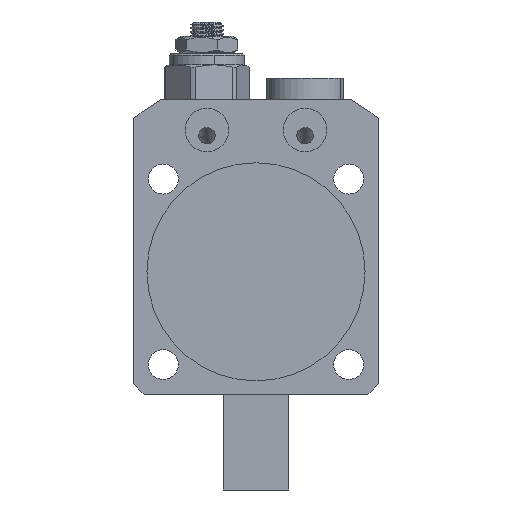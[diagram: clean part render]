
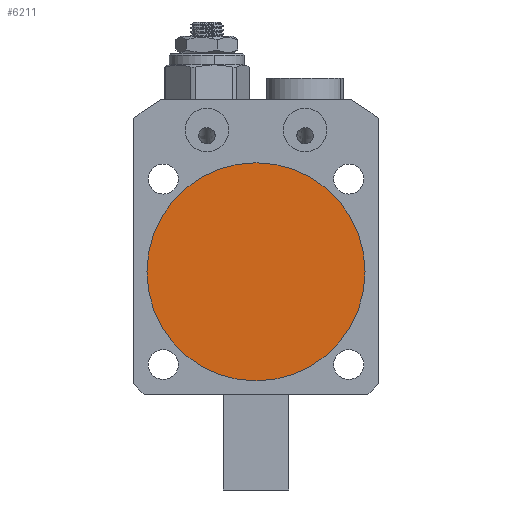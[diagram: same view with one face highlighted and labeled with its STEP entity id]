
A CAD part, front view. The second image highlights one B-rep face of the part: STEP entity #6211.
In plain terms, the highlighted planar face has unit normal (0, -1, 0).
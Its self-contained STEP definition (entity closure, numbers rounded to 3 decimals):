
#1551 = DIRECTION ( 'NONE',  ( 0., 0., -1. ) ) ;
#2188 = CIRCLE ( 'NONE', #7268, 20. ) ;
#2910 = DIRECTION ( 'NONE',  ( 0., -1., 0. ) ) ;
#6211 = ADVANCED_FACE ( 'NONE', ( #12347 ), #8512, .T. ) ;
#6266 = EDGE_CURVE ( 'NONE', #6670, #6719, #2188, .T. ) ;
#6670 = VERTEX_POINT ( 'NONE', #11989 ) ;
#6719 = VERTEX_POINT ( 'NONE', #11498 ) ;
#7268 = AXIS2_PLACEMENT_3D ( 'NONE', #16431, #15132, #13892 ) ;
#8195 = AXIS2_PLACEMENT_3D ( 'NONE', #9985, #2910, #1551 ) ;
#8440 = ORIENTED_EDGE ( 'NONE', *, *, #15039, .T. ) ;
#8512 = PLANE ( 'NONE',  #8195 ) ;
#9985 = CARTESIAN_POINT ( 'NONE',  ( 15., 0., 0. ) ) ;
#11498 = CARTESIAN_POINT ( 'NONE',  ( 0., 0., -20. ) ) ;
#11626 = DIRECTION ( 'NONE',  ( 0., 0., -1. ) ) ;
#11629 = DIRECTION ( 'NONE',  ( 0., -1., 0. ) ) ;
#11652 = CARTESIAN_POINT ( 'NONE',  ( 0., 0., 0. ) ) ;
#11718 = ORIENTED_EDGE ( 'NONE', *, *, #6266, .T. ) ;
#11989 = CARTESIAN_POINT ( 'NONE',  ( 0., 0., 20. ) ) ;
#12347 = FACE_OUTER_BOUND ( 'NONE', #16879, .T. ) ;
#13093 = AXIS2_PLACEMENT_3D ( 'NONE', #11652, #11629, #11626 ) ;
#13892 = DIRECTION ( 'NONE',  ( 0., 0., -1. ) ) ;
#15039 = EDGE_CURVE ( 'NONE', #6719, #6670, #16563, .T. ) ;
#15132 = DIRECTION ( 'NONE',  ( 0., -1., 0. ) ) ;
#16431 = CARTESIAN_POINT ( 'NONE',  ( 0., 0., 0. ) ) ;
#16563 = CIRCLE ( 'NONE', #13093, 20. ) ;
#16879 = EDGE_LOOP ( 'NONE', ( #8440, #11718 ) ) ;
